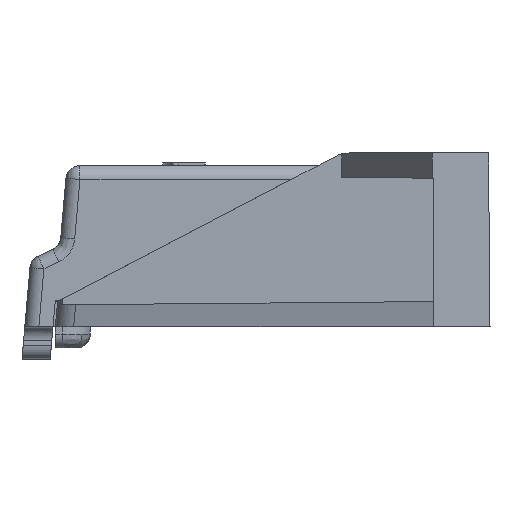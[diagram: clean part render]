
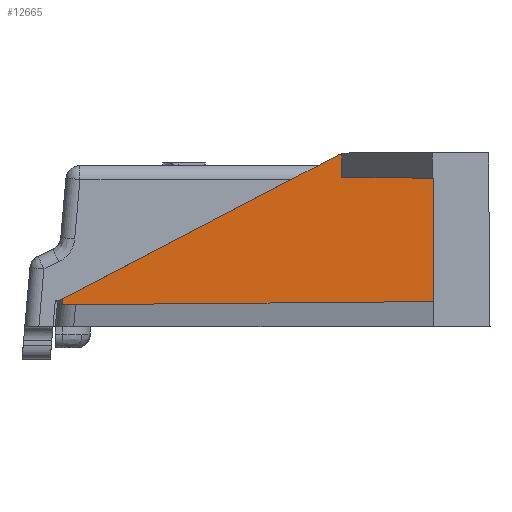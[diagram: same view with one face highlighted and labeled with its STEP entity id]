
A CAD part, left-side view. The second image highlights one B-rep face of the part: STEP entity #12665.
In plain terms, the highlighted planar face has unit normal (-1, 0.009, 0).
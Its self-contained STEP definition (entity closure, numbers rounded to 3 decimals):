
#867 = CARTESIAN_POINT ( 'NONE',  ( -34.3, -6.5, 0. ) ) ;
#907 = DIRECTION ( 'NONE',  ( 0.008, 0.886, -0.463 ) ) ;
#1979 = CARTESIAN_POINT ( 'NONE',  ( -34.3, -6.5, 10.6 ) ) ;
#2564 = EDGE_CURVE ( 'NONE', #22103, #29718, #28936, .T. ) ;
#2925 = CARTESIAN_POINT ( 'NONE',  ( -34.241, 0.308, 12.239 ) ) ;
#4132 = PLANE ( 'NONE',  #4797 ) ;
#4173 = LINE ( 'NONE', #6706, #25665 ) ;
#4238 =( BOUNDED_CURVE ( )  B_SPLINE_CURVE ( 3, ( #13333, #32137, #2925, #35214 ),
 .UNSPECIFIED., .F., .T. ) 
 B_SPLINE_CURVE_WITH_KNOTS ( ( 4, 4 ),
 ( 4.979, 5.194 ),
 .UNSPECIFIED. ) 
 CURVE ( )  GEOMETRIC_REPRESENTATION_ITEM ( )  RATIONAL_B_SPLINE_CURVE ( ( 1., 0.996, 0.996, 1. ) ) 
 REPRESENTATION_ITEM ( '' )  );
#4388 = ORIENTED_EDGE ( 'NONE', *, *, #21508, .T. ) ;
#4630 = DIRECTION ( 'NONE',  ( 0., 0., 1. ) ) ;
#4797 = AXIS2_PLACEMENT_3D ( 'NONE', #867, #15483, #18549 ) ;
#6706 = CARTESIAN_POINT ( 'NONE',  ( -34.199, 5.087, 9.744 ) ) ;
#8180 = CARTESIAN_POINT ( 'NONE',  ( -34.297, -6.201, 10.603 ) ) ;
#8261 = EDGE_CURVE ( 'NONE', #32410, #12745, #20534, .T. ) ;
#8632 = ORIENTED_EDGE ( 'NONE', *, *, #8261, .T. ) ;
#9083 = EDGE_CURVE ( 'NONE', #36392, #9670, #4238, .T. ) ;
#9670 = VERTEX_POINT ( 'NONE', #20772 ) ;
#9890 = CARTESIAN_POINT ( 'NONE',  ( -34.3, -6.5, 1.8 ) ) ;
#10312 = CARTESIAN_POINT ( 'NONE',  ( -34.069, 19.984, 1.569 ) ) ;
#11344 = EDGE_CURVE ( 'NONE', #9670, #36479, #4173, .T. ) ;
#12452 = ORIENTED_EDGE ( 'NONE', *, *, #2564, .T. ) ;
#12662 = DIRECTION ( 'NONE',  ( 0., 0., -1. ) ) ;
#12665 = ADVANCED_FACE ( 'NONE', ( #36207 ), #4132, .T. ) ;
#12745 = VERTEX_POINT ( 'NONE', #9890 ) ;
#13333 = CARTESIAN_POINT ( 'NONE',  ( -34.243, 0.037, 12.329 ) ) ;
#15483 = DIRECTION ( 'NONE',  ( -1., 0.009, 0. ) ) ;
#15919 = CARTESIAN_POINT ( 'NONE',  ( -34.3, -6.5, 0. ) ) ;
#16484 = CARTESIAN_POINT ( 'NONE',  ( -34.243, 0.037, 12.329 ) ) ;
#18019 = CARTESIAN_POINT ( 'NONE',  ( -34.297, -6.201, 1.797 ) ) ;
#18549 = DIRECTION ( 'NONE',  ( -0.009, -1., 0. ) ) ;
#18862 = CARTESIAN_POINT ( 'NONE',  ( -34.243, 0.037, 10.6 ) ) ;
#20534 = LINE ( 'NONE', #18019, #25275 ) ;
#20772 = CARTESIAN_POINT ( 'NONE',  ( -34.239, 0.435, 12.173 ) ) ;
#21111 = VECTOR ( 'NONE', #25500, 1000. ) ;
#21484 = CARTESIAN_POINT ( 'NONE',  ( -34.069, 19.974, 1.706 ) ) ;
#21508 = EDGE_CURVE ( 'NONE', #36479, #32410, #31365, .T. ) ;
#21553 = ORIENTED_EDGE ( 'NONE', *, *, #9083, .T. ) ;
#22061 = ORIENTED_EDGE ( 'NONE', *, *, #32847, .F. ) ;
#22091 = LINE ( 'NONE', #15919, #25289 ) ;
#22103 = VERTEX_POINT ( 'NONE', #1979 ) ;
#22834 = CARTESIAN_POINT ( 'NONE',  ( -34.069, 19.955, 1.98 ) ) ;
#23076 = VECTOR ( 'NONE', #4630, 1000. ) ;
#25025 = LINE ( 'NONE', #18862, #23076 ) ;
#25275 = VECTOR ( 'NONE', #32605, 1000. ) ;
#25289 = VECTOR ( 'NONE', #12662, 1000. ) ;
#25500 = DIRECTION ( 'NONE',  ( 0.009, 1., 0.009 ) ) ;
#25665 = VECTOR ( 'NONE', #907, 1000. ) ;
#26702 = CARTESIAN_POINT ( 'NONE',  ( -34.069, 19.984, 1.569 ) ) ;
#28345 = ORIENTED_EDGE ( 'NONE', *, *, #11344, .T. ) ;
#28936 = LINE ( 'NONE', #8180, #21111 ) ;
#29048 = EDGE_LOOP ( 'NONE', ( #36851, #21553, #28345, #4388, #8632, #22061, #12452 ) ) ;
#29383 = CARTESIAN_POINT ( 'NONE',  ( -34.069, 19.965, 1.843 ) ) ;
#29718 = VERTEX_POINT ( 'NONE', #35824 ) ;
#30168 = EDGE_CURVE ( 'NONE', #29718, #36392, #25025, .T. ) ;
#31365 =( BOUNDED_CURVE ( )  B_SPLINE_CURVE ( 3, ( #35510, #29383, #21484, #26702 ),
 .UNSPECIFIED., .F., .T. ) 
 B_SPLINE_CURVE_WITH_KNOTS ( ( 4, 4 ),
 ( 2.161, 2.166 ),
 .UNSPECIFIED. ) 
 CURVE ( )  GEOMETRIC_REPRESENTATION_ITEM ( )  RATIONAL_B_SPLINE_CURVE ( ( 1., 1., 1., 1. ) ) 
 REPRESENTATION_ITEM ( '' )  );
#32137 = CARTESIAN_POINT ( 'NONE',  ( -34.242, 0.175, 12.291 ) ) ;
#32410 = VERTEX_POINT ( 'NONE', #10312 ) ;
#32605 = DIRECTION ( 'NONE',  ( -0.009, -1., 0.009 ) ) ;
#32847 = EDGE_CURVE ( 'NONE', #22103, #12745, #22091, .T. ) ;
#35214 = CARTESIAN_POINT ( 'NONE',  ( -34.239, 0.435, 12.173 ) ) ;
#35510 = CARTESIAN_POINT ( 'NONE',  ( -34.069, 19.955, 1.98 ) ) ;
#35824 = CARTESIAN_POINT ( 'NONE',  ( -34.243, 0.037, 10.657 ) ) ;
#36207 = FACE_OUTER_BOUND ( 'NONE', #29048, .T. ) ;
#36392 = VERTEX_POINT ( 'NONE', #16484 ) ;
#36479 = VERTEX_POINT ( 'NONE', #22834 ) ;
#36851 = ORIENTED_EDGE ( 'NONE', *, *, #30168, .T. ) ;
